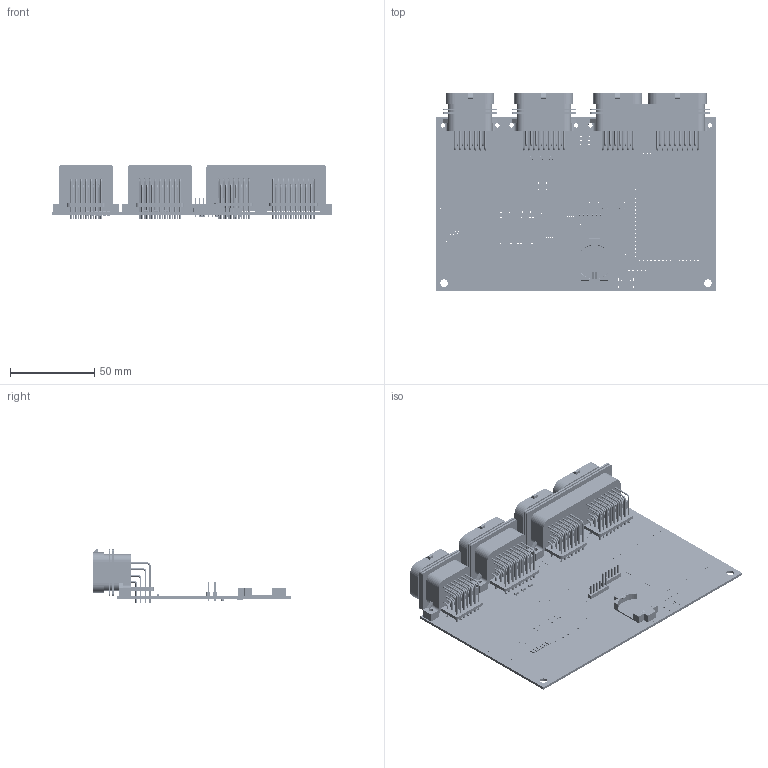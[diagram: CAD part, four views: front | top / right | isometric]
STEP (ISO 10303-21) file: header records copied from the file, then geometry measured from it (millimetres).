
FILE_DESCRIPTION(('KiCad electronic assembly'),'2;1');
FILE_NAME('alphax_8ch-b.step','2023-09-29T15:54:59',('Pcbnew'),('Kicad') ,'Open CASCADE STEP processor 7.6','KiCad to STEP converter','Unknown' );
FILE_SCHEMA(('AUTOMOTIVE_DESIGN { 1 0 10303 214 1 1 1 1 }'));
Length unit declared in the file: millimetre
Products named in the file (16): alphax_8ch-b 1; PinHeader_1x06_P2.54mm_Vertical; SOLID; Fuse_1206_3216Metric; SOT-23; BatteryHolder_Keystone_1060_1x2032; 6437288-2; 6473423-1; TE_6437288-3; PCB
Assembly tree (31 placements, depth 3):
  alphax_8ch-b 1
    PinHeader_1x06_P2.54mm_Vertical  x2
      SOLID
    Fuse_1206_3216Metric  x12
      SOLID
    SOT-23  x5
      SOLID
    BatteryHolder_Keystone_1060_1x2032
      SOLID
    6437288-2
      SOLID
    6473423-1
      SOLID
    TE_6437288-3
      SOLID
    PCB
Bounding box: 167 x 118.28 x 32.25 mm (x, y, z)
Volume: 60775 mm3; surface area: 81221.5 mm2
Topology: 24 solids, 24 shells, 3495 faces, 8564 edges, 5411 vertices
Faces by surface type: cylinder 1711, plane 1390, torus 243, bspline 135, cone 16
Full cylindrical faces by diameter (mm): 0.3 x244, 0.65 x2, 0.813 x14, 0.85 x5, 1 x21, 1.3 x120, 3.3 x7, 4.5 x2
Entity records: 179746 total; most frequent: CARTESIAN_POINT 36642, DIRECTION 27763, LINE 14062, VECTOR 14062, ORIENTED_EDGE 13484, PCURVE 13484, DEFINITIONAL_REPRESENTATION 13484, EDGE_CURVE 6742
